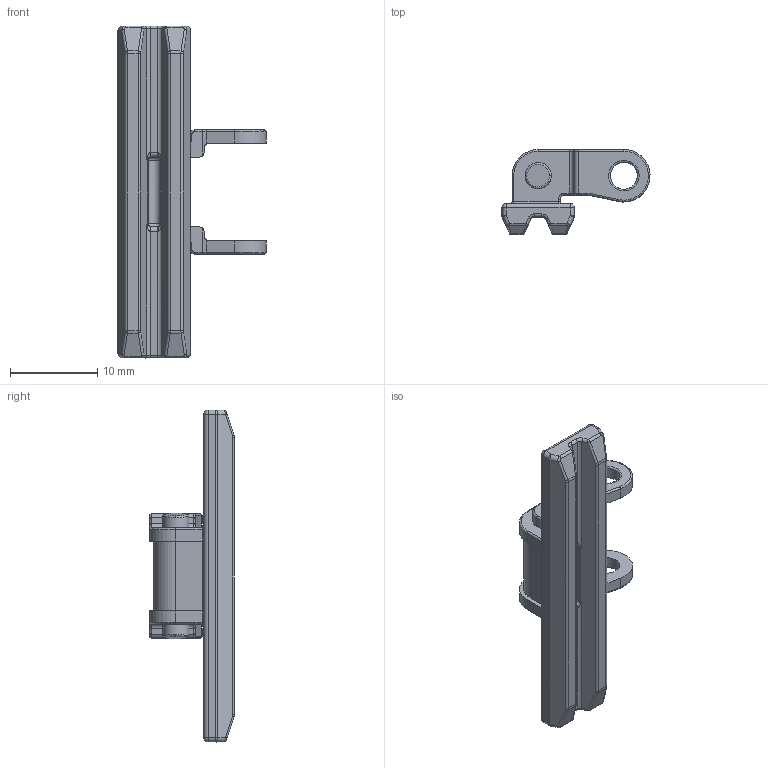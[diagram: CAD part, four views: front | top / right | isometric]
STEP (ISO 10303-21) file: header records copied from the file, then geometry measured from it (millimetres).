
FILE_DESCRIPTION(/* description */ (''),/* implementation_level */ '2;1');
FILE_NAME(/* name */ 'Tread Link.ipt.step',/* time_stamp */ '2020-04-16T22:53:24-04:00',/* author */ ('Jordan'),/* organization */ (''),/* preprocessor_version */ 'ST-DEVELOPER v17',/* originating_system */ 'Autodesk Inventor 2019',/* authorisation */ '');
FILE_SCHEMA (('AUTOMOTIVE_DESIGN { 1 0 10303 214 3 1 1 }'));
Length unit declared in the file: inch
Products named in the file (1): Tread Link
Bounding box: 16.94 x 9.7 x 38 mm (x, y, z)
Volume: 1267.6 mm3; surface area: 1533.2 mm2
Topology: 1 solids, 1 shells, 223 faces, 531 edges, 304 vertices
Faces by surface type: cylinder 102, plane 45, bspline 40, torus 24, sphere 12
Full cylindrical faces by diameter (mm): 3 x2, 3.1 x2
Entity records: 9539 total; most frequent: CARTESIAN_POINT 4513, DIRECTION 1076, ORIENTED_EDGE 1044, EDGE_CURVE 522, AXIS2_PLACEMENT_3D 429, VERTEX_POINT 304, EDGE_LOOP 230, FACE_OUTER_BOUND 223
